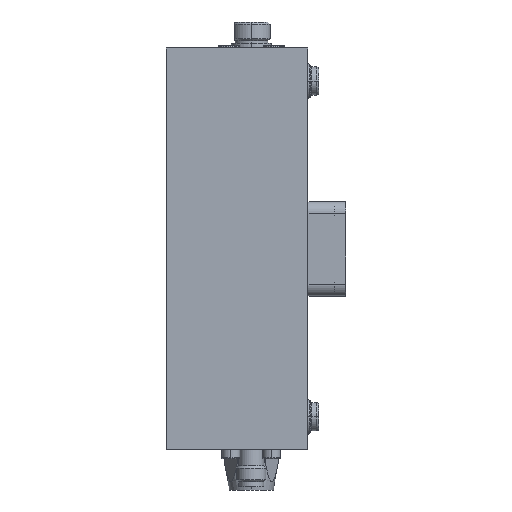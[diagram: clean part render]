
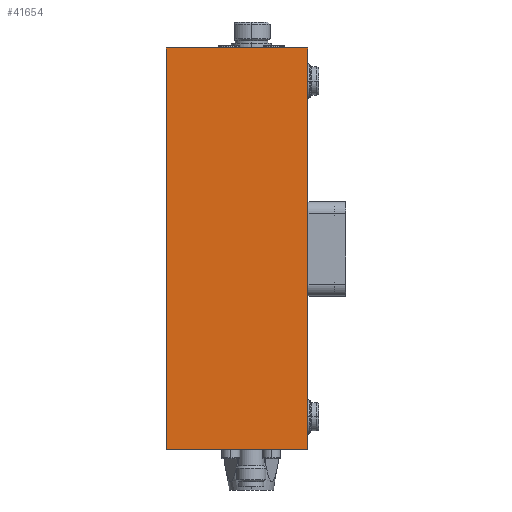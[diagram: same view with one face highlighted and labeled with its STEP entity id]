
A CAD part, left-side view. The second image highlights one B-rep face of the part: STEP entity #41654.
In plain terms, the highlighted planar face has unit normal (-1, 0, 0).
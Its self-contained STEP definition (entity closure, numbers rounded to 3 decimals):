
#3190 = PLANE ( 'NONE',  #17778 ) ;
#6984 = CARTESIAN_POINT ( 'NONE',  ( -38.495, 13.769, -42.458 ) ) ;
#9463 = CARTESIAN_POINT ( 'NONE',  ( -38.495, 13.769, 42.542 ) ) ;
#12398 = VECTOR ( 'NONE', #137771, 1000. ) ;
#13677 = LINE ( 'NONE', #6984, #105221 ) ;
#16117 = LINE ( 'NONE', #66114, #12398 ) ;
#17778 = AXIS2_PLACEMENT_3D ( 'NONE', #111356, #39695, #123465 ) ;
#18216 = VERTEX_POINT ( 'NONE', #65500 ) ;
#18936 = DIRECTION ( 'NONE',  ( 0., 0., 1. ) ) ;
#19822 = LINE ( 'NONE', #124768, #143380 ) ;
#23152 = EDGE_CURVE ( 'NONE', #132675, #18216, #106000, .T. ) ;
#27081 = EDGE_LOOP ( 'NONE', ( #80119, #52270, #66919, #106633 ) ) ;
#39663 = VERTEX_POINT ( 'NONE', #98043 ) ;
#39695 = DIRECTION ( 'NONE',  ( 1., 0., 0. ) ) ;
#41654 = ADVANCED_FACE ( 'NONE', ( #95759 ), #3190, .F. ) ;
#50481 = EDGE_CURVE ( 'NONE', #65943, #18216, #16117, .T. ) ;
#52270 = ORIENTED_EDGE ( 'NONE', *, *, #23152, .F. ) ;
#65500 = CARTESIAN_POINT ( 'NONE',  ( -38.495, -16.231, 42.542 ) ) ;
#65943 = VERTEX_POINT ( 'NONE', #125887 ) ;
#66114 = CARTESIAN_POINT ( 'NONE',  ( -38.495, -16.231, -42.458 ) ) ;
#66919 = ORIENTED_EDGE ( 'NONE', *, *, #83803, .F. ) ;
#70441 = VECTOR ( 'NONE', #128683, 1000. ) ;
#80119 = ORIENTED_EDGE ( 'NONE', *, *, #50481, .T. ) ;
#83803 = EDGE_CURVE ( 'NONE', #39663, #132675, #13677, .T. ) ;
#87457 = EDGE_CURVE ( 'NONE', #39663, #65943, #19822, .T. ) ;
#95759 = FACE_OUTER_BOUND ( 'NONE', #27081, .T. ) ;
#98043 = CARTESIAN_POINT ( 'NONE',  ( -38.495, 13.769, -42.458 ) ) ;
#105221 = VECTOR ( 'NONE', #18936, 1000. ) ;
#106000 = LINE ( 'NONE', #9463, #70441 ) ;
#106633 = ORIENTED_EDGE ( 'NONE', *, *, #87457, .T. ) ;
#111356 = CARTESIAN_POINT ( 'NONE',  ( -38.495, 13.769, -42.458 ) ) ;
#123465 = DIRECTION ( 'NONE',  ( 0., 0., -1. ) ) ;
#124768 = CARTESIAN_POINT ( 'NONE',  ( -38.495, 13.769, -42.458 ) ) ;
#125887 = CARTESIAN_POINT ( 'NONE',  ( -38.495, -16.231, -42.458 ) ) ;
#128683 = DIRECTION ( 'NONE',  ( 0., -1., 0. ) ) ;
#132675 = VERTEX_POINT ( 'NONE', #142881 ) ;
#136744 = DIRECTION ( 'NONE',  ( 0., -1., 0. ) ) ;
#137771 = DIRECTION ( 'NONE',  ( 0., 0., 1. ) ) ;
#142881 = CARTESIAN_POINT ( 'NONE',  ( -38.495, 13.769, 42.542 ) ) ;
#143380 = VECTOR ( 'NONE', #136744, 1000. ) ;
